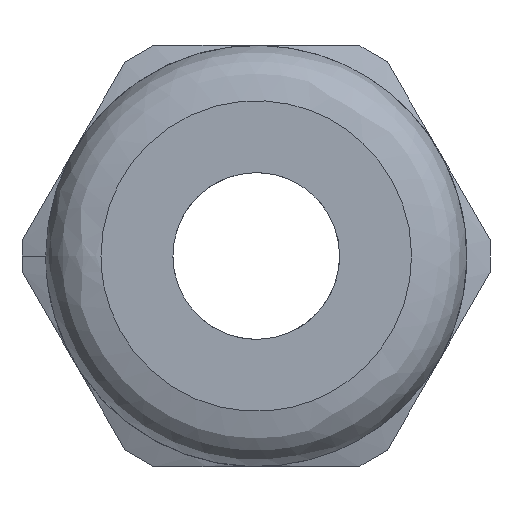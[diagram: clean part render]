
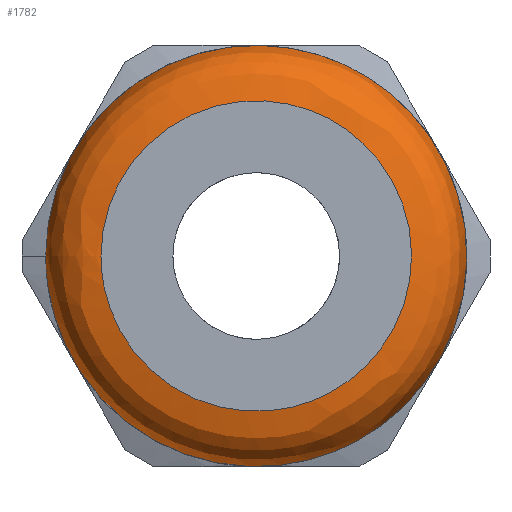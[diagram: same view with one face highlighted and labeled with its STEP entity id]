
A CAD part, left-side view. The second image highlights one B-rep face of the part: STEP entity #1782.
In plain terms, the highlighted free-form (B-spline) face has degree [2, 2] with [7, 3] control points.
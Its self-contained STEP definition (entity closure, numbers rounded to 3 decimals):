
#1682=CARTESIAN_POINT('V4',(3.15,12.0,0.0));
#1683=VERTEX_POINT('V4',#1682);
#1689=CARTESIAN_POINT('E6',(3.15,12.0,0.0));
#1690=CARTESIAN_POINT('E6',(3.15,12.0,
   20.785));
#1691=CARTESIAN_POINT('E6',(3.15,-6.0,
   10.392));
#1692=CARTESIAN_POINT('E6',(3.15,-24.0,0.));
#1693=CARTESIAN_POINT('E6',(3.15,-6.0,
   -10.392));
#1694=CARTESIAN_POINT('E6',(3.15,12.0,
   -20.785));
#1695=CARTESIAN_POINT('E6',(3.15,12.0,0.0));
#1703=(BOUNDED_CURVE()B_SPLINE_CURVE(2,(#1689,#1690,#1691,#1692,
   #1693,#1694,#1695),.CIRCULAR_ARC.,.T.,.U.)
   B_SPLINE_CURVE_WITH_KNOTS((3,2,2,3),(0.0,30.792,
   61.584,92.376),.UNSPECIFIED.)CURVE()
   GEOMETRIC_REPRESENTATION_ITEM()RATIONAL_B_SPLINE_CURVE((1.0,
   0.5,1.0,0.5,1.0,0.5,1.0)
   )REPRESENTATION_ITEM('E6'));
#1704=EDGE_CURVE('E6',#1683,#1683,#1703,.T.);
#1717=CARTESIAN_POINT('F3',(0.,8.85,0.0));
#1718=CARTESIAN_POINT('F3',(0.,8.85,
   15.329));
#1719=CARTESIAN_POINT('F3',(0.,-4.425,
   7.664));
#1720=CARTESIAN_POINT('F3',(0.,-17.7,
   0.));
#1721=CARTESIAN_POINT('F3',(0.,-4.425,
   -7.664));
#1722=CARTESIAN_POINT('F3',(0.,8.85,
   -15.329));
#1723=CARTESIAN_POINT('F3',(0.,8.85,0.0));
#1724=CARTESIAN_POINT('F3',(0.,12.0,0.0));
#1725=CARTESIAN_POINT('F3',(0.,12.,
   20.785));
#1726=CARTESIAN_POINT('F3',(0.,-6.0,10.392));
#1727=CARTESIAN_POINT('F3',(0.,-24.,
   0.));
#1728=CARTESIAN_POINT('F3',(0.,-6.0,-10.392)
   );
#1729=CARTESIAN_POINT('F3',(0.,12.,
   -20.785));
#1730=CARTESIAN_POINT('F3',(0.,12.0,0.0));
#1731=CARTESIAN_POINT('F3',(3.15,12.0,0.0));
#1732=CARTESIAN_POINT('F3',(3.15,12.0,
   20.785));
#1733=CARTESIAN_POINT('F3',(3.15,-6.0,
   10.392));
#1734=CARTESIAN_POINT('F3',(3.15,-24.0,0.));
#1735=CARTESIAN_POINT('F3',(3.15,-6.0,
   -10.392));
#1736=CARTESIAN_POINT('F3',(3.15,12.0,
   -20.785));
#1737=CARTESIAN_POINT('F3',(3.15,12.0,0.0));
#1745=(BOUNDED_SURFACE()B_SPLINE_SURFACE(2,2,((#1717,#1724,#1731),
   (#1718,#1725,#1732),(#1719,#1726,#1733),(#1720,#1727,#1734),
   (#1721,#1728,#1735),(#1722,#1729,#1736),(#1723,#1730,#1737)),
   .TOROIDAL_SURF.,.T.,.F.,.U.)B_SPLINE_SURFACE_WITH_KNOTS((3,2,2,
   3),(3,3),(0.0,6.091,12.182,
   18.273),(0.0,1.0),.UNSPECIFIED.)
   GEOMETRIC_REPRESENTATION_ITEM()RATIONAL_B_SPLINE_SURFACE(((1.0,
   0.707,1.0),(0.5,0.354,
   0.5),(1.0,0.707,1.0),(
   0.5,0.354,0.5),(1.0,
   0.707,1.0),(0.5,0.354,
   0.5),(1.0,0.707,1.0)))
   REPRESENTATION_ITEM('F3')SURFACE());
#1746=CARTESIAN_POINT('V3',(0.,8.85,0.0));
#1747=VERTEX_POINT('V3',#1746);
#1748=CARTESIAN_POINT('E5',(3.15,12.0,0.0));
#1749=CARTESIAN_POINT('E5',(0.,12.0,0.0));
#1750=CARTESIAN_POINT('E5',(0.,8.85,0.0));
#1758=(BOUNDED_CURVE()B_SPLINE_CURVE(2,(#1748,#1749,#1750),
   .CIRCULAR_ARC.,.F.,.U.)CURVE()GEOMETRIC_REPRESENTATION_ITEM()
   QUASI_UNIFORM_CURVE()RATIONAL_B_SPLINE_CURVE((1.0,
   0.707,1.0))REPRESENTATION_ITEM('E5'));
#1759=EDGE_CURVE('E5',#1683,#1747,#1758,.T.);
#1760=ORIENTED_EDGE('E5',*,*,#1759,.T.);
#1761=CARTESIAN_POINT('E4',(0.,8.85,0.0));
#1762=CARTESIAN_POINT('E4',(0.,8.85,
   15.329));
#1763=CARTESIAN_POINT('E4',(0.,-4.425,
   7.664));
#1764=CARTESIAN_POINT('E4',(0.,-17.7,
   0.));
#1765=CARTESIAN_POINT('E4',(0.,-4.425,
   -7.664));
#1766=CARTESIAN_POINT('E4',(0.,8.85,
   -15.329));
#1767=CARTESIAN_POINT('E4',(0.,8.85,0.0));
#1775=(BOUNDED_CURVE()B_SPLINE_CURVE(2,(#1761,#1762,#1763,#1764,
   #1765,#1766,#1767),.CIRCULAR_ARC.,.T.,.U.)
   B_SPLINE_CURVE_WITH_KNOTS((3,2,2,3),(0.0,6.091,
   12.182,18.273),.UNSPECIFIED.)CURVE()
   GEOMETRIC_REPRESENTATION_ITEM()RATIONAL_B_SPLINE_CURVE((1.0,
   0.5,1.0,0.5,1.0,0.5,1.0)
   )REPRESENTATION_ITEM('E4'));
#1776=EDGE_CURVE('E4',#1747,#1747,#1775,.T.);
#1777=ORIENTED_EDGE('E4',*,*,#1776,.T.);
#1778=ORIENTED_EDGE('E5',*,*,#1759,.F.);
#1779=ORIENTED_EDGE('E6',*,*,#1704,.F.);
#1780=EDGE_LOOP('F3',(#1760,#1777,#1778,#1779));
#1781=FACE_OUTER_BOUND('F3',#1780,.T.);
#1782=ADVANCED_FACE('F3',(#1781),#1745,.T.);
